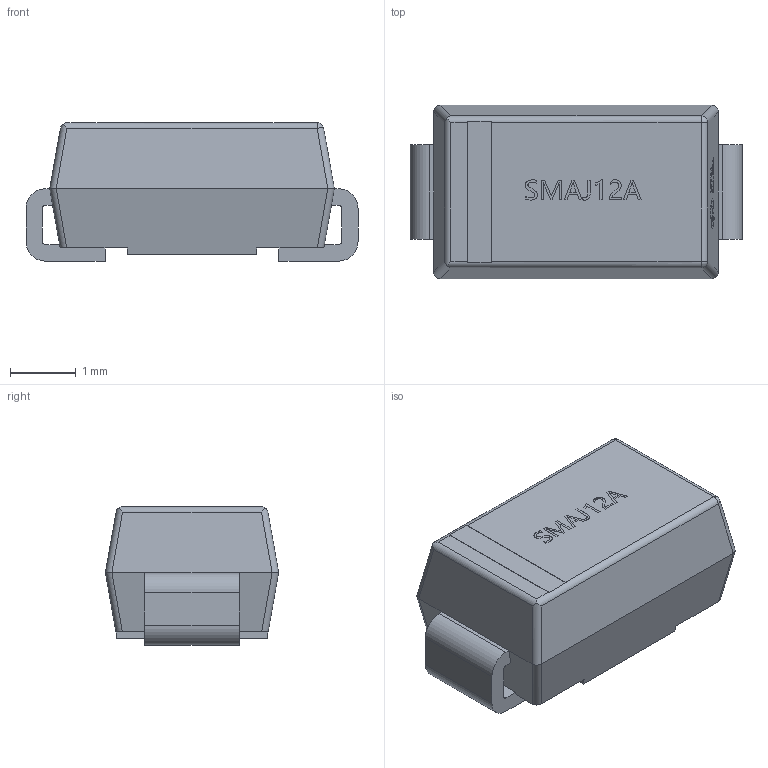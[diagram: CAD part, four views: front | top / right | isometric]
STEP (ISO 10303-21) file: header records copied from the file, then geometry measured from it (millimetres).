
FILE_DESCRIPTION (( 'STEP AP214' ), '1' );
FILE_NAME ('SMA_L4.3-W2.6-LS5.0-FD.step', '2022-07-15T04:45:24', ( '' ), ( '' ), 'SwSTEP 2.0', 'SolidWorks 2020', '' );
FILE_SCHEMA (( 'AUTOMOTIVE_DESIGN' ));
Length unit declared in the file: millimetre
Products named in the file (1): SMA_L4.3-W2.6-LS5.0-FD
Bounding box: 5.04 x 2.63 x 2.1 mm (x, y, z)
Volume: 21.2 mm3; surface area: 53.4 mm2
Topology: 14 solids, 14 shells, 449 faces, 1209 edges, 800 vertices
Faces by surface type: plane 279, bspline 148, cylinder 20, sphere 2
Entity records: 21791 total; most frequent: CARTESIAN_POINT 6449, ORIENTED_EDGE 2418, DIRECTION 1525, EDGE_CURVE 1209, LINE 869, VECTOR 869, VERTEX_POINT 800, EDGE_LOOP 477
